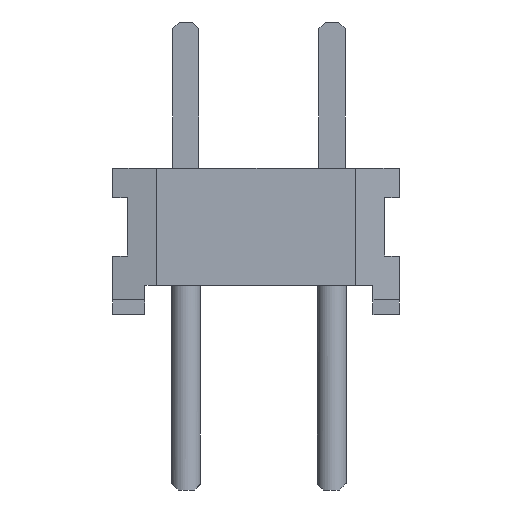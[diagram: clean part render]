
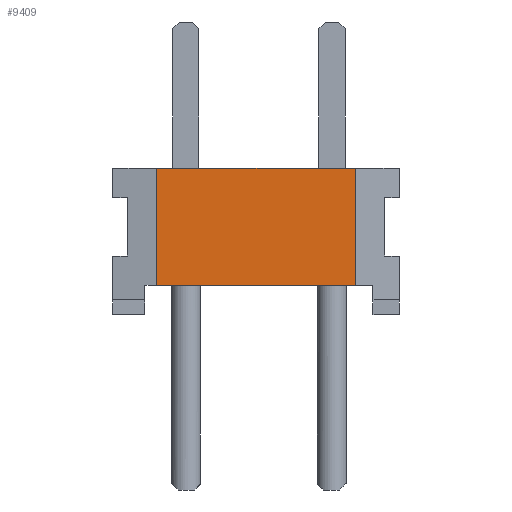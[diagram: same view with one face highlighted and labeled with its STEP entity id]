
A CAD part, left-side view. The second image highlights one B-rep face of the part: STEP entity #9409.
In plain terms, the highlighted planar face has unit normal (-1, 0, 0).
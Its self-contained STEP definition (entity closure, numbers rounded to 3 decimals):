
#9409 = ADVANCED_FACE('',(#9410),#9444,.F.);
#9410 = FACE_BOUND('',#9411,.T.);
#9411 = EDGE_LOOP('',(#9412,#9422,#9430,#9438));
#9412 = ORIENTED_EDGE('',*,*,#9413,.F.);
#9413 = EDGE_CURVE('',#9414,#9416,#9418,.T.);
#9414 = VERTEX_POINT('',#9415);
#9415 = CARTESIAN_POINT('',(-10.795,1.778,2.54));
#9416 = VERTEX_POINT('',#9417);
#9417 = CARTESIAN_POINT('',(-10.795,-1.676,2.54));
#9418 = LINE('',#9419,#9420);
#9419 = CARTESIAN_POINT('',(-10.795,2.54,2.54));
#9420 = VECTOR('',#9421,1.);
#9421 = DIRECTION('',(0.,-1.,0.));
#9422 = ORIENTED_EDGE('',*,*,#9423,.T.);
#9423 = EDGE_CURVE('',#9414,#9424,#9426,.T.);
#9424 = VERTEX_POINT('',#9425);
#9425 = CARTESIAN_POINT('',(-10.795,1.778,0.508));
#9426 = LINE('',#9427,#9428);
#9427 = CARTESIAN_POINT('',(-10.795,1.778,2.54));
#9428 = VECTOR('',#9429,1.);
#9429 = DIRECTION('',(0.,0.,-1.));
#9430 = ORIENTED_EDGE('',*,*,#9431,.T.);
#9431 = EDGE_CURVE('',#9424,#9432,#9434,.T.);
#9432 = VERTEX_POINT('',#9433);
#9433 = CARTESIAN_POINT('',(-10.795,-1.676,0.508));
#9434 = LINE('',#9435,#9436);
#9435 = CARTESIAN_POINT('',(-10.795,1.981,0.508));
#9436 = VECTOR('',#9437,1.);
#9437 = DIRECTION('',(0.,-1.,0.));
#9438 = ORIENTED_EDGE('',*,*,#9439,.T.);
#9439 = EDGE_CURVE('',#9432,#9416,#9440,.T.);
#9440 = LINE('',#9441,#9442);
#9441 = CARTESIAN_POINT('',(-10.795,-1.676,2.54));
#9442 = VECTOR('',#9443,1.);
#9443 = DIRECTION('',(0.,0.,1.));
#9444 = PLANE('',#9445);
#9445 = AXIS2_PLACEMENT_3D('',#9446,#9447,#9448);
#9446 = CARTESIAN_POINT('',(-10.795,2.54,2.54));
#9447 = DIRECTION('',(1.,0.,0.));
#9448 = DIRECTION('',(0.,1.,0.));
